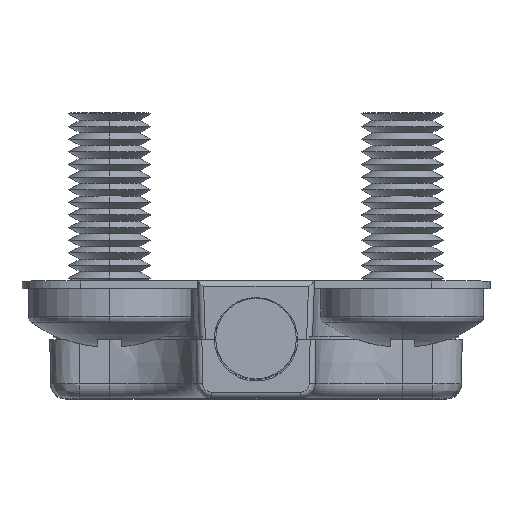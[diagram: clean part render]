
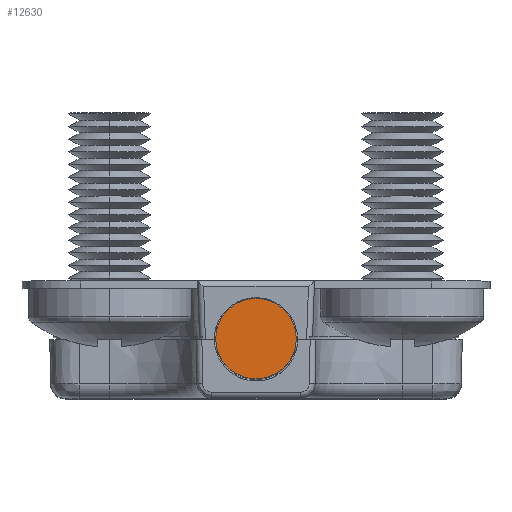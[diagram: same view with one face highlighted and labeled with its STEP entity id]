
A CAD part, top view. The second image highlights one B-rep face of the part: STEP entity #12630.
In plain terms, the highlighted planar face has unit normal (0, 0, 1).
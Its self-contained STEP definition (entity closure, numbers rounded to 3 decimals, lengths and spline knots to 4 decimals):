
#4781=CARTESIAN_POINT('',(0.,0.,39.83));
#4782=DIRECTION('',(0.,0.,1.));
#4783=DIRECTION('',(1.,0.,0.));
#4784=AXIS2_PLACEMENT_3D('',#4781,#4782,#4783);
#4786=CARTESIAN_POINT('',(0.,0.,39.83));
#4787=DIRECTION('',(0.,0.,1.));
#4788=DIRECTION('',(-1.,0.,0.));
#4789=AXIS2_PLACEMENT_3D('',#4786,#4787,#4788);
#5639=CARTESIAN_POINT('',(1.375,0.,39.83));
#5640=CARTESIAN_POINT('',(-1.375,0.,39.83));
#5641=VERTEX_POINT('',#5639);
#5642=VERTEX_POINT('',#5640);
#12621=CARTESIAN_POINT('',(0.,0.,39.83));
#12622=DIRECTION('',(0.,0.,-1.));
#12623=DIRECTION('',(-1.,0.,0.));
#12624=AXIS2_PLACEMENT_3D('',#12621,#12622,#12623);
#12625=PLANE('',#12624);
#12626=ORIENTED_EDGE('',*,*,#12601,.F.);
#12627=ORIENTED_EDGE('',*,*,#12615,.F.);
#12628=EDGE_LOOP('',(#12626,#12627));
#12629=FACE_OUTER_BOUND('',#12628,.F.);
#12630=ADVANCED_FACE('',(#12629),#12625,.F.);
#4785=CIRCLE('',#4784,1.375);
#4790=CIRCLE('',#4789,1.375);
#12601=EDGE_CURVE('',#5641,#5642,#4785,.T.);
#12615=EDGE_CURVE('',#5642,#5641,#4790,.T.);
